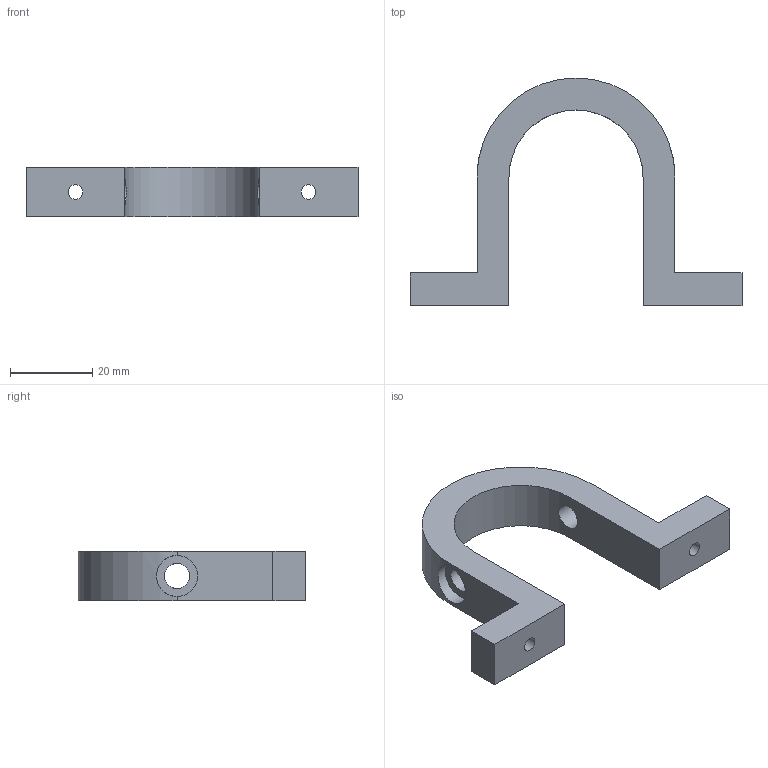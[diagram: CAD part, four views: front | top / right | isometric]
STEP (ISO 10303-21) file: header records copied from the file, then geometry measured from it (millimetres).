
FILE_DESCRIPTION(/* description */ (''),/* implementation_level */ '2;1');
FILE_NAME(/* name */ 'MotorConnector.stp',/* time_stamp */ '2025-10-24T01:19:55-05:00',/* author */ ('aul12'),/* organization */ (''),/* preprocessor_version */ 'ST-DEVELOPER v19.2',/* originating_system */ 'Autodesk Inventor 2024',/* authorisation */ '');
FILE_SCHEMA (('AUTOMOTIVE_DESIGN { 1 0 10303 214 3 1 1 }'));
Length unit declared in the file: millimetre
Products named in the file (1): MotorConnector
Bounding box: 80.5 x 55.25 x 12 mm (x, y, z)
Volume: 13915.7 mm3; surface area: 6837 mm2
Topology: 1 solids, 1 shells, 22 faces, 62 edges, 40 vertices
Faces by surface type: plane 14, cylinder 8
Full cylindrical faces by diameter (mm): 3.5 x2, 6.125 x2, 10 x2
Entity records: 829 total; most frequent: CARTESIAN_POINT 193, ORIENTED_EDGE 124, DIRECTION 120, EDGE_CURVE 62, LINE 42, VECTOR 42, VERTEX_POINT 40, AXIS2_PLACEMENT_3D 39
